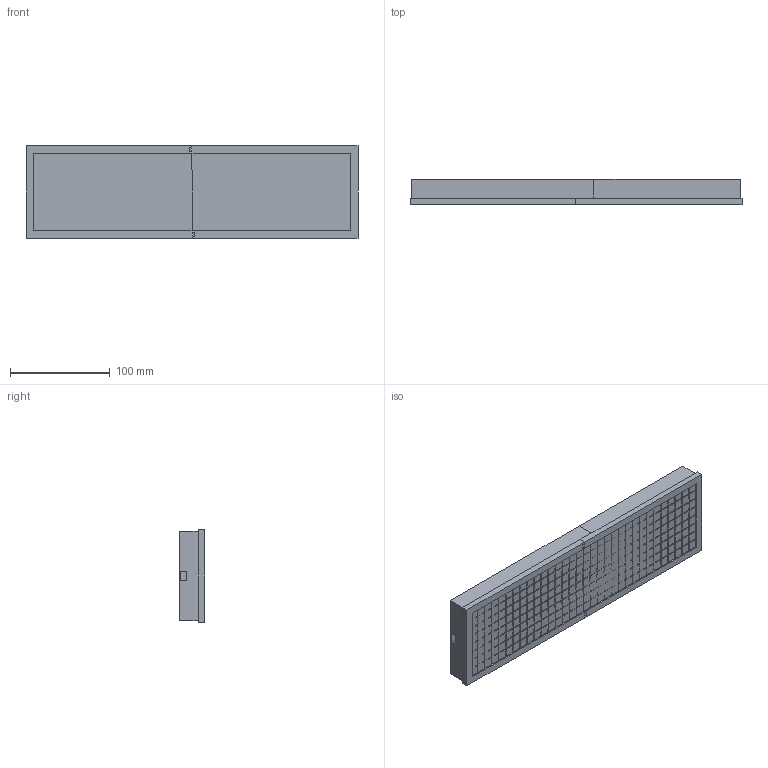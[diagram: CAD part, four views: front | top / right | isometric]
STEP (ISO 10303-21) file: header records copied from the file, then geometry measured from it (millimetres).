
FILE_DESCRIPTION(/* description */ (''),/* implementation_level */ '2;1');
FILE_NAME(/* name */ '8x32 LED Matrix Frame.step',/* time_stamp */ '2024-01-13T13:33:58+01:00',/* author */ (''),/* organization */ (''),/* preprocessor_version */ 'ST-DEVELOPER v20',/* originating_system */ 'Autodesk Translation Framework v12.14.0.127',/* authorisation */ '');
FILE_SCHEMA (('AUTOMOTIVE_DESIGN { 1 0 10303 214 3 1 1 }'));
Length unit declared in the file: millimetre
Products named in the file (4): 8x32 LED Matrix Frame; Diffuser; Back; Front
Assembly tree (3 placements, depth 2):
  8x32 LED Matrix Frame
    Diffuser
    Back
    Front
Bounding box: 333.2 x 25.2 x 93.2 mm (x, y, z)
Volume: 282472.7 mm3; surface area: 273673.2 mm2
Topology: 8 solids, 8 shells, 1356 faces, 3960 edges, 2636 vertices
Faces by surface type: plane 1324, cylinder 32
Full cylindrical faces by diameter (mm): 2.8 x4, 7.5 x2
Entity records: 45182 total; most frequent: CARTESIAN_POINT 7959, ORIENTED_EDGE 7920, DIRECTION 6750, EDGE_CURVE 3960, LINE 3896, VECTOR 3896, VERTEX_POINT 2636, EDGE_LOOP 1914
